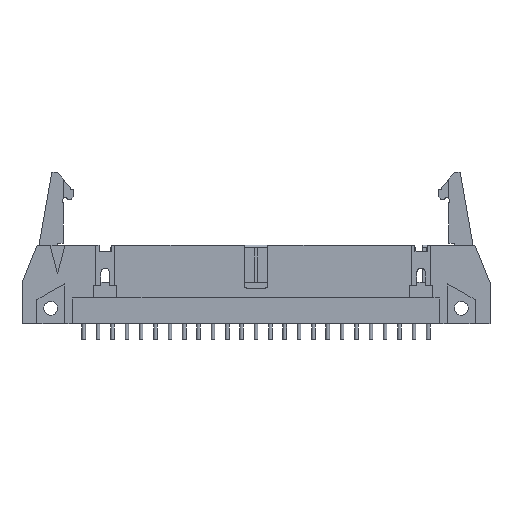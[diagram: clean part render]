
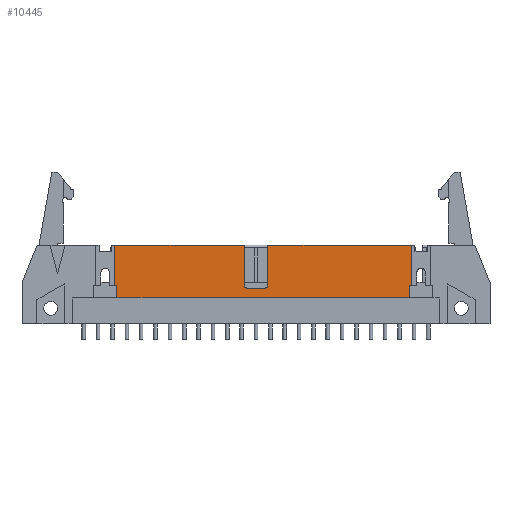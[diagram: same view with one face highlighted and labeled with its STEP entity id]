
A CAD part, front view. The second image highlights one B-rep face of the part: STEP entity #10445.
In plain terms, the highlighted planar face has unit normal (0, -1, 0).
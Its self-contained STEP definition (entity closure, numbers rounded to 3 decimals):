
#1114=DIRECTION('',(-1.,0.,0.));
#1115=VECTOR('',#1114,22.873);
#1116=CARTESIAN_POINT('',(-2.096,-4.001,6.604));
#1117=LINE('',#1116,#1115);
#1118=DIRECTION('',(0.,0.,-1.));
#1119=VECTOR('',#1118,7.112);
#1120=CARTESIAN_POINT('',(-2.096,-4.001,6.604));
#1121=LINE('',#1120,#1119);
#1122=CARTESIAN_POINT('',(-1.588,-4.001,-0.508));
#1123=DIRECTION('',(0.,-1.,0.));
#1124=DIRECTION('',(-1.,0.,0.));
#1125=AXIS2_PLACEMENT_3D('',#1122,#1123,#1124);
#1127=DIRECTION('',(1.,0.,0.));
#1128=VECTOR('',#1127,3.175);
#1129=CARTESIAN_POINT('',(-1.588,-4.001,-1.016));
#1130=LINE('',#1129,#1128);
#1131=CARTESIAN_POINT('',(1.588,-4.001,-0.508));
#1132=DIRECTION('',(0.,-1.,0.));
#1133=DIRECTION('',(0.,0.,-1.));
#1134=AXIS2_PLACEMENT_3D('',#1131,#1132,#1133);
#1136=DIRECTION('',(0.,0.,-1.));
#1137=VECTOR('',#1136,7.112);
#1138=CARTESIAN_POINT('',(2.096,-4.001,6.604));
#1139=LINE('',#1138,#1137);
#1140=DIRECTION('',(-1.,0.,0.));
#1141=VECTOR('',#1140,25.413);
#1142=CARTESIAN_POINT('',(27.508,-4.001,6.604));
#1143=LINE('',#1142,#1141);
#1144=DIRECTION('',(0.,0.,-1.));
#1145=VECTOR('',#1144,7.188);
#1146=CARTESIAN_POINT('',(27.508,-4.001,6.604));
#1147=LINE('',#1146,#1145);
#1148=DIRECTION('',(-1.,0.,0.));
#1149=VECTOR('',#1148,0.368);
#1150=CARTESIAN_POINT('',(27.508,-4.001,-0.584));
#1151=LINE('',#1150,#1149);
#1152=DIRECTION('',(0.,0.,-1.));
#1153=VECTOR('',#1152,2.184);
#1154=CARTESIAN_POINT('',(27.14,-4.001,-0.584));
#1155=LINE('',#1154,#1153);
#1156=DIRECTION('',(1.,0.,0.));
#1157=VECTOR('',#1156,51.74);
#1158=CARTESIAN_POINT('',(-24.6,-4.001,-2.769));
#1159=LINE('',#1158,#1157);
#1160=DIRECTION('',(0.,0.,1.));
#1161=VECTOR('',#1160,2.184);
#1162=CARTESIAN_POINT('',(-24.6,-4.001,-2.769));
#1163=LINE('',#1162,#1161);
#1164=DIRECTION('',(-1.,0.,0.));
#1165=VECTOR('',#1164,0.368);
#1166=CARTESIAN_POINT('',(-24.6,-4.001,-0.584));
#1167=LINE('',#1166,#1165);
#1168=DIRECTION('',(0.,0.,-1.));
#1169=VECTOR('',#1168,7.188);
#1170=CARTESIAN_POINT('',(-24.968,-4.001,6.604));
#1171=LINE('',#1170,#1169);
#6996=CARTESIAN_POINT('',(-2.096,-4.001,6.604));
#6997=CARTESIAN_POINT('',(-2.096,-4.001,-0.508));
#6998=VERTEX_POINT('',#6996);
#6999=VERTEX_POINT('',#6997);
#7000=CARTESIAN_POINT('',(-1.588,-4.001,-1.016));
#7001=VERTEX_POINT('',#7000);
#7002=CARTESIAN_POINT('',(1.588,-4.001,-1.016));
#7003=VERTEX_POINT('',#7002);
#7004=CARTESIAN_POINT('',(2.096,-4.001,-0.508));
#7005=VERTEX_POINT('',#7004);
#7006=CARTESIAN_POINT('',(2.096,-4.001,6.604));
#7007=VERTEX_POINT('',#7006);
#7408=CARTESIAN_POINT('',(27.14,-4.001,-0.584));
#7409=VERTEX_POINT('',#7408);
#7996=CARTESIAN_POINT('',(27.508,-4.001,6.604));
#7997=CARTESIAN_POINT('',(27.508,-4.001,-0.584));
#7998=VERTEX_POINT('',#7996);
#7999=VERTEX_POINT('',#7997);
#8059=CARTESIAN_POINT('',(27.14,-4.001,-2.769));
#8061=VERTEX_POINT('',#8059);
#8092=CARTESIAN_POINT('',(-24.6,-4.001,-2.769));
#8093=CARTESIAN_POINT('',(-24.6,-4.001,-0.584));
#8094=VERTEX_POINT('',#8092);
#8095=VERTEX_POINT('',#8093);
#8120=CARTESIAN_POINT('',(-24.968,-4.001,6.604));
#8121=VERTEX_POINT('',#8120);
#8226=CARTESIAN_POINT('',(-24.968,-4.001,-0.584));
#8227=VERTEX_POINT('',#8226);
#10412=CARTESIAN_POINT('',(0.,-4.001,0.));
#10413=DIRECTION('',(0.,-1.,0.));
#10414=DIRECTION('',(1.,0.,0.));
#10415=AXIS2_PLACEMENT_3D('',#10412,#10413,#10414);
#10416=PLANE('',#10415);
#10417=ORIENTED_EDGE('',*,*,#9722,.F.);
#10419=ORIENTED_EDGE('',*,*,#10418,.T.);
#10421=ORIENTED_EDGE('',*,*,#10420,.T.);
#10423=ORIENTED_EDGE('',*,*,#10422,.T.);
#10425=ORIENTED_EDGE('',*,*,#10424,.T.);
#10427=ORIENTED_EDGE('',*,*,#10426,.F.);
#10428=ORIENTED_EDGE('',*,*,#9706,.F.);
#10430=ORIENTED_EDGE('',*,*,#10429,.T.);
#10432=ORIENTED_EDGE('',*,*,#10431,.T.);
#10434=ORIENTED_EDGE('',*,*,#10433,.T.);
#10436=ORIENTED_EDGE('',*,*,#10435,.F.);
#10438=ORIENTED_EDGE('',*,*,#10437,.T.);
#10440=ORIENTED_EDGE('',*,*,#10439,.T.);
#10442=ORIENTED_EDGE('',*,*,#10441,.F.);
#10443=EDGE_LOOP('',(#10417,#10419,#10421,#10423,#10425,#10427,#10428,#10430,
#10432,#10434,#10436,#10438,#10440,#10442));
#10444=FACE_OUTER_BOUND('',#10443,.F.);
#10445=ADVANCED_FACE('',(#10444),#10416,.T.);
#1126=CIRCLE('',#1125,0.508);
#1135=CIRCLE('',#1134,0.508);
#9706=EDGE_CURVE('',#7998,#7007,#1143,.T.);
#9722=EDGE_CURVE('',#6998,#8121,#1117,.T.);
#10418=EDGE_CURVE('',#6998,#6999,#1121,.T.);
#10420=EDGE_CURVE('',#6999,#7001,#1126,.T.);
#10422=EDGE_CURVE('',#7001,#7003,#1130,.T.);
#10424=EDGE_CURVE('',#7003,#7005,#1135,.T.);
#10426=EDGE_CURVE('',#7007,#7005,#1139,.T.);
#10429=EDGE_CURVE('',#7998,#7999,#1147,.T.);
#10431=EDGE_CURVE('',#7999,#7409,#1151,.T.);
#10433=EDGE_CURVE('',#7409,#8061,#1155,.T.);
#10435=EDGE_CURVE('',#8094,#8061,#1159,.T.);
#10437=EDGE_CURVE('',#8094,#8095,#1163,.T.);
#10439=EDGE_CURVE('',#8095,#8227,#1167,.T.);
#10441=EDGE_CURVE('',#8121,#8227,#1171,.T.);
